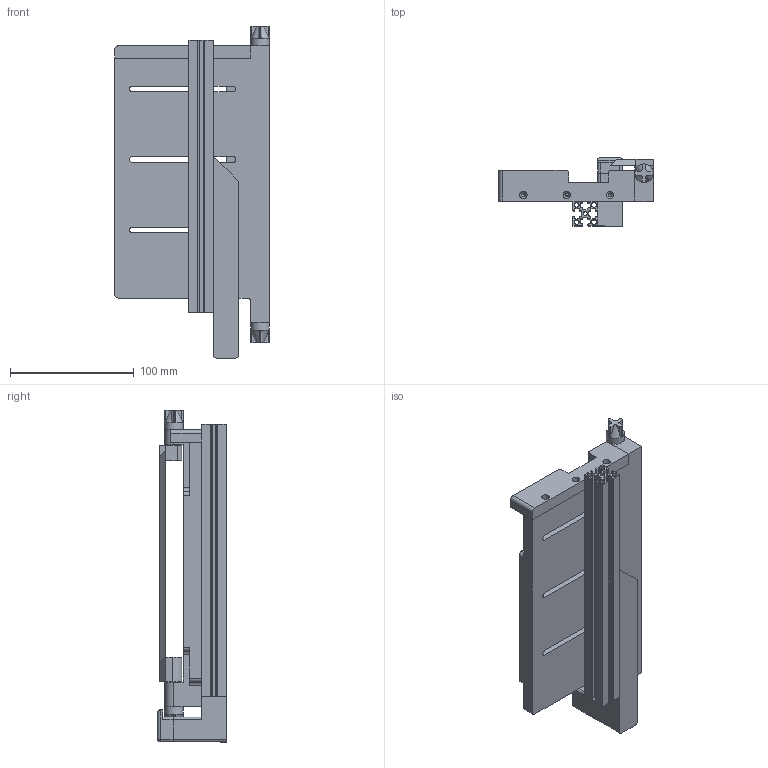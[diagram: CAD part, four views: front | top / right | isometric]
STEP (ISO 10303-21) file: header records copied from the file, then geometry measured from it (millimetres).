
FILE_DESCRIPTION(/* description */ (''),/* implementation_level */ '2;1');
FILE_NAME(/* name */ 'L_assembly.step',/* time_stamp */ '2025-12-23T23:23:25+09:00',/* author */ (''),/* organization */ (''),/* preprocessor_version */ 'ST-DEVELOPER v20.1',/* originating_system */ 'Autodesk Translation Framework v14.21.0.0',/* authorisation */ '');
FILE_SCHEMA (('AUTOMOTIVE_DESIGN { 1 0 10303 214 3 1 1 }'));
Length unit declared in the file: millimetre
Products named in the file (7): L_assembly; front_stopper_L; base_L; AFS-2020-4-220; rear_stopper_L; knob; clamp_L_14mm
Assembly tree (7 placements, depth 2):
  L_assembly
    front_stopper_L
    base_L
    AFS-2020-4-220
    rear_stopper_L
    knob  x2
    clamp_L_14mm
Bounding box: 125 x 55.5 x 268.5 mm (x, y, z)
Volume: 481893.4 mm3; surface area: 163241.1 mm2
Topology: 10 solids, 10 shells, 460 faces, 1232 edges, 800 vertices
Faces by surface type: plane 244, cylinder 132, bspline 51, cone 31, sphere 2
Full cylindrical faces by diameter (mm): 2.8 x23, 3.3 x1, 4 x4, 4.4 x7, 6 x5, 7 x3, 15 x2
Entity records: 14067 total; most frequent: CARTESIAN_POINT 3291, ORIENTED_EDGE 2266, DIRECTION 2041, EDGE_CURVE 1133, LINE 759, VECTOR 759, VERTEX_POINT 746, AXIS2_PLACEMENT_3D 641
